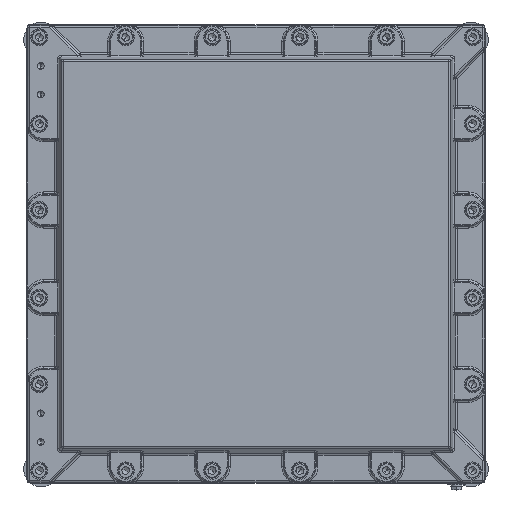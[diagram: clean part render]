
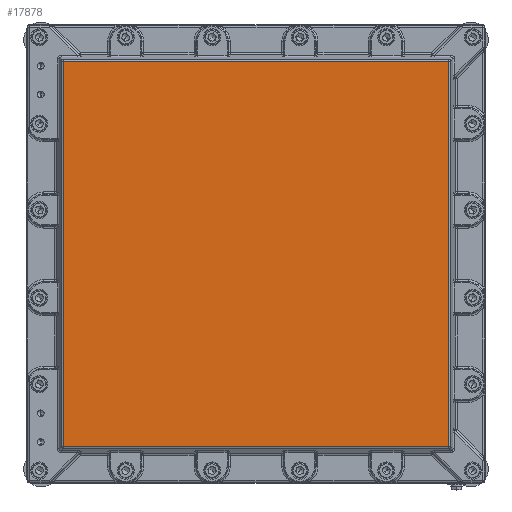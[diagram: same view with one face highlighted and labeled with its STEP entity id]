
A CAD part, top view. The second image highlights one B-rep face of the part: STEP entity #17878.
In plain terms, the highlighted planar face has unit normal (0, 0, 1).
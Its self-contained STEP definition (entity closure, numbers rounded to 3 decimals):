
#5086 = VERTEX_POINT ( 'NONE', #38173 ) ;
#5090 = VERTEX_POINT ( 'NONE', #38177 ) ;
#5143 = VERTEX_POINT ( 'NONE', #38230 ) ;
#5144 = VERTEX_POINT ( 'NONE', #38231 ) ;
#6057 = CARTESIAN_POINT ( 'NONE',  ( -201.965, -203.5, 34. ) ) ;
#6065 = LINE ( 'NONE', #6057, #56647 ) ;
#6067 = LINE ( 'NONE', #6068, #56657 ) ;
#6068 = CARTESIAN_POINT ( 'NONE',  ( -203.5, 201.965, 34. ) ) ;
#6069 = DIRECTION ( 'NONE',  ( -1., 0., 0. ) ) ;
#6070 = LINE ( 'NONE', #6080, #56594 ) ;
#6071 = DIRECTION ( 'NONE',  ( 0., -1., 0. ) ) ;
#6077 = LINE ( 'NONE', #6078, #56663 ) ;
#6078 = CARTESIAN_POINT ( 'NONE',  ( -203.5, -201.965, 34. ) ) ;
#6079 = DIRECTION ( 'NONE',  ( 1., 0., 0. ) ) ;
#6080 = CARTESIAN_POINT ( 'NONE',  ( 201.965, -203.5, 34. ) ) ;
#6081 = DIRECTION ( 'NONE',  ( 0., 1., 0. ) ) ;
#8964 = EDGE_LOOP ( 'NONE', ( #79149, #79150, #79151, #79152 ) ) ;
#13367 = EDGE_CURVE ( 'NONE', #5086, #5090, #6067, .T. ) ;
#13368 = EDGE_CURVE ( 'NONE', #5090, #5143, #6065, .T. ) ;
#13370 = EDGE_CURVE ( 'NONE', #5143, #5144, #6077, .T. ) ;
#13371 = EDGE_CURVE ( 'NONE', #5144, #5086, #6070, .T. ) ;
#17878 = ADVANCED_FACE ( 'NONE', ( #35877 ), #35878, .T. ) ;
#32647 = AXIS2_PLACEMENT_3D ( 'NONE', #35869, #35880, #35881 ) ;
#35869 = CARTESIAN_POINT ( 'NONE',  ( -203.5, -203.5, 34. ) ) ;
#35877 = FACE_OUTER_BOUND ( 'NONE', #8964, .T. ) ;
#35878 = PLANE ( 'NONE',  #32647 ) ;
#35880 = DIRECTION ( 'NONE',  ( 0., 0., 1. ) ) ;
#35881 = DIRECTION ( 'NONE',  ( 1., 0., 0. ) ) ;
#38173 = CARTESIAN_POINT ( 'NONE',  ( 201.965, 201.965, 34. ) ) ;
#38177 = CARTESIAN_POINT ( 'NONE',  ( -201.965, 201.965, 34. ) ) ;
#38230 = CARTESIAN_POINT ( 'NONE',  ( -201.965, -201.965, 34. ) ) ;
#38231 = CARTESIAN_POINT ( 'NONE',  ( 201.965, -201.965, 34. ) ) ;
#56594 = VECTOR ( 'NONE', #6081, 1000. ) ;
#56647 = VECTOR ( 'NONE', #6071, 1000. ) ;
#56657 = VECTOR ( 'NONE', #6069, 1000. ) ;
#56663 = VECTOR ( 'NONE', #6079, 1000. ) ;
#79149 = ORIENTED_EDGE ( 'NONE', *, *, #13367, .T. ) ;
#79150 = ORIENTED_EDGE ( 'NONE', *, *, #13368, .T. ) ;
#79151 = ORIENTED_EDGE ( 'NONE', *, *, #13370, .T. ) ;
#79152 = ORIENTED_EDGE ( 'NONE', *, *, #13371, .T. ) ;
